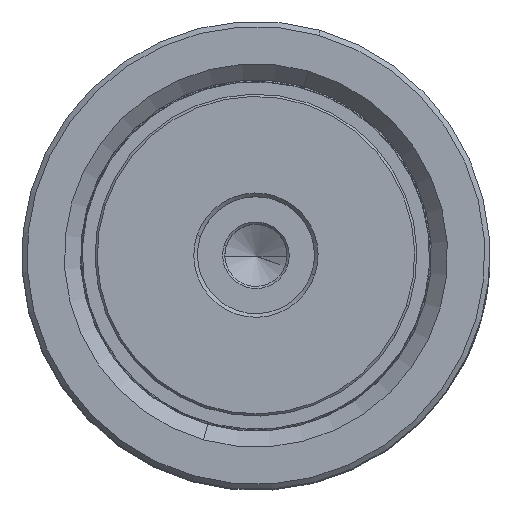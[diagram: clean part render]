
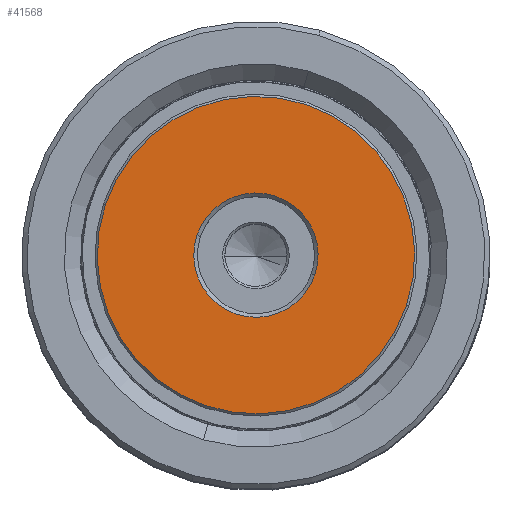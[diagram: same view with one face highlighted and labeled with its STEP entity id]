
A CAD part, top view. The second image highlights one B-rep face of the part: STEP entity #41568.
In plain terms, the highlighted face is planar.
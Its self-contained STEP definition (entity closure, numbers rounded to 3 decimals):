
#2034 = CARTESIAN_POINT ( 'NONE',  ( -21.7, 0., 0. ) ) ;
#4422 = DIRECTION ( 'NONE',  ( 0., 0., 1. ) ) ;
#4599 = PLANE ( 'NONE',  #36584 ) ;
#4782 = DIRECTION ( 'NONE',  ( 1., 0., 0. ) ) ;
#6236 = FACE_BOUND ( 'NONE', #7696, .T. ) ;
#7641 = ORIENTED_EDGE ( 'NONE', *, *, #47530, .T. ) ;
#7696 = EDGE_LOOP ( 'NONE', ( #22967, #24909 ) ) ;
#8213 = VERTEX_POINT ( 'NONE', #50341 ) ;
#8696 = AXIS2_PLACEMENT_3D ( 'NONE', #26562, #22428, #30730 ) ;
#9312 = EDGE_LOOP ( 'NONE', ( #7641, #43665 ) ) ;
#9337 = FACE_OUTER_BOUND ( 'NONE', #9312, .T. ) ;
#13403 = DIRECTION ( 'NONE',  ( 1., 0., 0. ) ) ;
#15449 = DIRECTION ( 'NONE',  ( 1., 0., 0. ) ) ;
#17153 = EDGE_CURVE ( 'NONE', #8213, #29800, #40956, .T. ) ;
#18670 = VERTEX_POINT ( 'NONE', #2034 ) ;
#19087 = CARTESIAN_POINT ( 'NONE',  ( 21.7, 0., 0. ) ) ;
#19585 = CARTESIAN_POINT ( 'NONE',  ( 0., 0., 0. ) ) ;
#20432 = CARTESIAN_POINT ( 'NONE',  ( 0., 0., 0. ) ) ;
#22428 = DIRECTION ( 'NONE',  ( 0., 0., 1. ) ) ;
#22618 = VERTEX_POINT ( 'NONE', #19087 ) ;
#22967 = ORIENTED_EDGE ( 'NONE', *, *, #17153, .T. ) ;
#24094 = DIRECTION ( 'NONE',  ( 0., 0., -1. ) ) ;
#24909 = ORIENTED_EDGE ( 'NONE', *, *, #25456, .T. ) ;
#25456 = EDGE_CURVE ( 'NONE', #29800, #8213, #38278, .T. ) ;
#25680 = AXIS2_PLACEMENT_3D ( 'NONE', #36753, #44670, #13403 ) ;
#26562 = CARTESIAN_POINT ( 'NONE',  ( 0., 0., 0. ) ) ;
#26603 = CARTESIAN_POINT ( 'NONE',  ( 0., 0., 0. ) ) ;
#29800 = VERTEX_POINT ( 'NONE', #48676 ) ;
#30730 = DIRECTION ( 'NONE',  ( 1., 0., 0. ) ) ;
#34794 = CIRCLE ( 'NONE', #35512, 21.7 ) ;
#35512 = AXIS2_PLACEMENT_3D ( 'NONE', #19585, #24094, #15449 ) ;
#36132 = EDGE_CURVE ( 'NONE', #18670, #22618, #34794, .T. ) ;
#36584 = AXIS2_PLACEMENT_3D ( 'NONE', #20432, #4422, #4782 ) ;
#36753 = CARTESIAN_POINT ( 'NONE',  ( 0., 0., 0. ) ) ;
#38278 = CIRCLE ( 'NONE', #25680, 8.5 ) ;
#40133 = CIRCLE ( 'NONE', #41902, 21.7 ) ;
#40956 = CIRCLE ( 'NONE', #8696, 8.5 ) ;
#41568 = ADVANCED_FACE ( 'NONE', ( #9337, #6236 ), #4599, .F. ) ;
#41902 = AXIS2_PLACEMENT_3D ( 'NONE', #26603, #42521, #42678 ) ;
#42521 = DIRECTION ( 'NONE',  ( 0., 0., -1. ) ) ;
#42678 = DIRECTION ( 'NONE',  ( 1., 0., 0. ) ) ;
#43665 = ORIENTED_EDGE ( 'NONE', *, *, #36132, .T. ) ;
#44670 = DIRECTION ( 'NONE',  ( 0., 0., 1. ) ) ;
#47530 = EDGE_CURVE ( 'NONE', #22618, #18670, #40133, .T. ) ;
#48676 = CARTESIAN_POINT ( 'NONE',  ( 8.5, 0., 0. ) ) ;
#50341 = CARTESIAN_POINT ( 'NONE',  ( -8.5, 0., 0. ) ) ;
